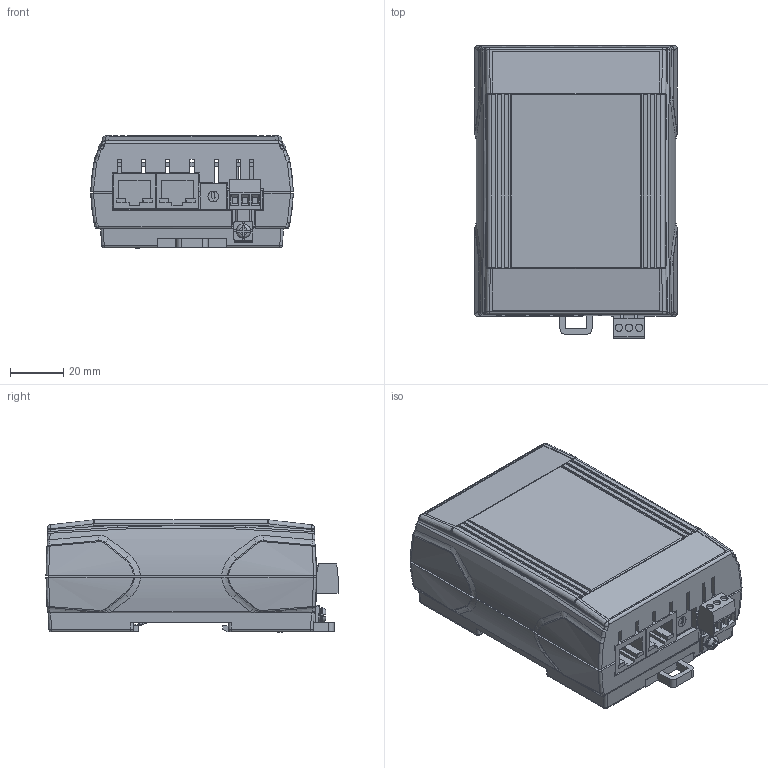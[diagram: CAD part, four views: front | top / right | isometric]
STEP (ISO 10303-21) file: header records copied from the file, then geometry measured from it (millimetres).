
FILE_DESCRIPTION (( 'STEP AP203' ), '1' );
FILE_NAME ('GW-7663.STEP', '2016-10-05T01:33:35', ( 'user' ), ( '' ), 'SwSTEP 2.0', 'SolidWorks 2013', '' );
FILE_SCHEMA (( 'CONFIG_CONTROL_DESIGN' ));
Length unit declared in the file: millimetre
Products named in the file (18): M3 F.G.; 箭頭SW_0-F; F.G._PCB; 2DJ020; I-7580 UP_PCB; 3pin_381_90D; GW-7663_PCB; 3pin_381_90D_K; 7000-BG-02.sldasm-Part-1-3; SW180; GW-7663_01; GW-7663; F.G._ｾTｭy; GW-7663_02; F.G._2D_Cable; 7000-gg05_20120918.sldasm-Part-5; PEE-7KFG_PCB; I-7580_PCB
Assembly tree (18 placements, depth 4):
  GW-7663
    GW-7663_01
    GW-7663_02
    7000-gg05_20120918.sldasm-Part-5
    GW-7663_PCB
      I-7580_PCB
      箭頭SW_0-F
      2DJ020  x2
      3pin_381_90D
      3pin_381_90D_K
      F.G._PCB
        SW180
        F.G._ｾTｭy
        F.G._2D_Cable
        PEE-7KFG_PCB
        M3 F.G.
      I-7580 UP_PCB
    7000-BG-02.sldasm-Part-1-3
Bounding box: 75.82 x 109.35 x 42.06 mm (x, y, z)
Volume: 92604.7 mm3; surface area: 108915.4 mm2
Topology: 16 solids, 16 shells, 1532 faces, 3981 edges, 2566 vertices
Faces by surface type: plane 977, cylinder 307, bspline 188, sphere 34, torus 16, cone 10
Entity records: 51584 total; most frequent: CARTESIAN_POINT 14395, ORIENTED_EDGE 7706, DIRECTION 6733, EDGE_CURVE 3853, LINE 2563, VECTOR 2563, VERTEX_POINT 2486, AXIS2_PLACEMENT_3D 2085
